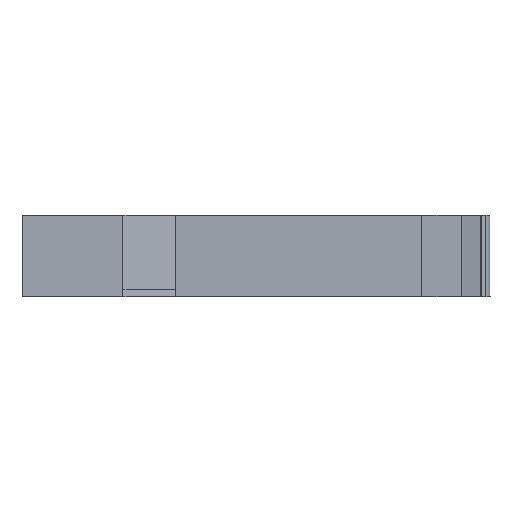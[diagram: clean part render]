
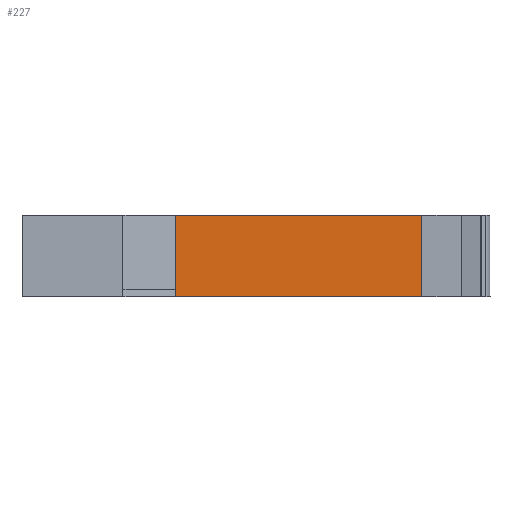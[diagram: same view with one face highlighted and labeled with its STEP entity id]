
A CAD part, left-side view. The second image highlights one B-rep face of the part: STEP entity #227.
In plain terms, the highlighted planar face has unit normal (-1, 0, 0).
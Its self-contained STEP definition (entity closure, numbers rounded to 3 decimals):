
#116=FACE_OUTER_BOUND('',#490,.T.);
#227=ADVANCED_FACE('',(#116),#341,.F.);
#341=PLANE('',#2379);
#490=EDGE_LOOP('',(#868,#869,#870,#871,#872));
#868=ORIENTED_EDGE('',*,*,#1477,.T.);
#869=ORIENTED_EDGE('',*,*,#1689,.F.);
#870=ORIENTED_EDGE('',*,*,#1591,.F.);
#871=ORIENTED_EDGE('',*,*,#1690,.T.);
#872=ORIENTED_EDGE('',*,*,#1691,.T.);
#1254=VERTEX_POINT('',#3092);
#1255=VERTEX_POINT('',#3094);
#1360=VERTEX_POINT('',#3316);
#1361=VERTEX_POINT('',#3318);
#1432=VERTEX_POINT('',#3537);
#1477=EDGE_CURVE('',#1255,#1254,#1800,.T.);
#1591=EDGE_CURVE('',#1360,#1361,#1904,.T.);
#1689=EDGE_CURVE('',#1361,#1254,#1982,.T.);
#1690=EDGE_CURVE('',#1360,#1432,#1983,.T.);
#1691=EDGE_CURVE('',#1432,#1255,#1984,.T.);
#1800=LINE('',#3093,#2066);
#1904=LINE('',#3317,#2170);
#1982=LINE('',#3535,#2248);
#1983=LINE('',#3536,#2249);
#1984=LINE('',#3538,#2250);
#2066=VECTOR('',#2507,1.);
#2170=VECTOR('',#2639,1.);
#2248=VECTOR('',#2791,1.);
#2249=VECTOR('',#2792,1.);
#2250=VECTOR('',#2793,1.);
#2379=AXIS2_PLACEMENT_3D('',#3539,#2794,#2795);
#2507=DIRECTION('',(0.,-1.,0.));
#2639=DIRECTION('',(0.,-1.,0.));
#2791=DIRECTION('',(0.,0.,-1.));
#2792=DIRECTION('',(0.,0.,-1.));
#2793=DIRECTION('',(0.,0.,-1.));
#2794=DIRECTION('',(1.,0.,0.));
#2795=DIRECTION('',(0.,0.,-1.));
#3092=CARTESIAN_POINT('',(27.73,46.4,0.));
#3093=CARTESIAN_POINT('',(27.73,62.25,0.));
#3094=CARTESIAN_POINT('',(27.73,70.804,0.));
#3316=CARTESIAN_POINT('',(27.73,70.804,8.1));
#3317=CARTESIAN_POINT('',(27.73,62.25,8.1));
#3318=CARTESIAN_POINT('',(27.73,46.4,8.1));
#3535=CARTESIAN_POINT('',(27.73,46.4,60.395));
#3536=CARTESIAN_POINT('',(27.73,70.804,2.73));
#3537=CARTESIAN_POINT('',(27.73,70.804,0.7));
#3538=CARTESIAN_POINT('',(27.73,70.804,0.6));
#3539=CARTESIAN_POINT('',(27.73,62.25,60.395));
